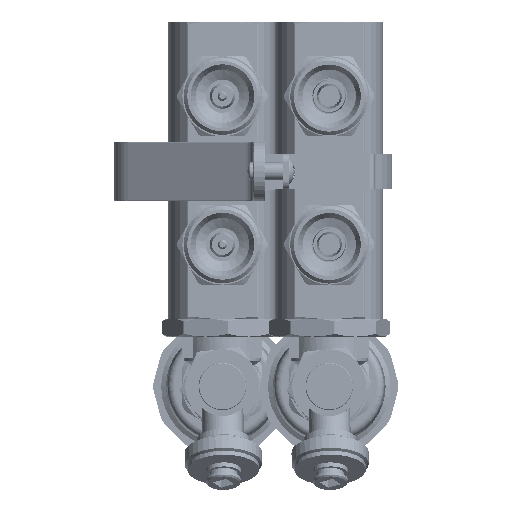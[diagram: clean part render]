
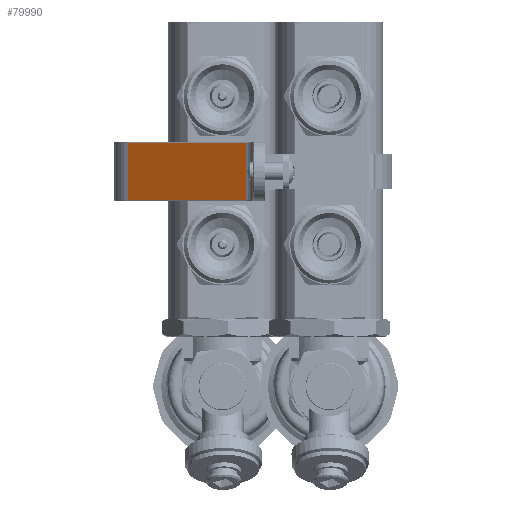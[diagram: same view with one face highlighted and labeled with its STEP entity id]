
A CAD part, front view. The second image highlights one B-rep face of the part: STEP entity #79990.
In plain terms, the highlighted face is planar.
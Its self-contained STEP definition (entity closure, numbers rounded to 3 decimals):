
#2972 = ORIENTED_EDGE ( 'NONE', *, *, #63825, .T. ) ;
#21766 = CARTESIAN_POINT ( 'NONE',  ( -245.819, 9.7, 44.559 ) ) ;
#23976 = DIRECTION ( 'NONE',  ( 0., 1., 0. ) ) ;
#24762 = CARTESIAN_POINT ( 'NONE',  ( -222.181, 0., 4.882 ) ) ;
#26125 = DIRECTION ( 'NONE',  ( -0.512, 0., 0.859 ) ) ;
#37168 = ORIENTED_EDGE ( 'NONE', *, *, #41752, .T. ) ;
#38151 = VERTEX_POINT ( 'NONE', #38224 ) ;
#38224 = CARTESIAN_POINT ( 'NONE',  ( -222.181, 9.7, 4.882 ) ) ;
#41470 = VECTOR ( 'NONE', #23976, 1000. ) ;
#41590 = ORIENTED_EDGE ( 'NONE', *, *, #57722, .T. ) ;
#41752 = EDGE_CURVE ( 'NONE', #48945, #88455, #55815, .T. ) ;
#43994 = LINE ( 'NONE', #68587, #57010 ) ;
#45106 = CARTESIAN_POINT ( 'NONE',  ( -219.273, -9.7, 0. ) ) ;
#48945 = VERTEX_POINT ( 'NONE', #61622 ) ;
#50008 = CARTESIAN_POINT ( 'NONE',  ( -219.273, 0., 0. ) ) ;
#51786 = DIRECTION ( 'NONE',  ( -0.512, 0., 0.859 ) ) ;
#55815 = LINE ( 'NONE', #77930, #41470 ) ;
#57010 = VECTOR ( 'NONE', #61568, 1000. ) ;
#57722 = EDGE_CURVE ( 'NONE', #86146, #48945, #96476, .T. ) ;
#59990 = CARTESIAN_POINT ( 'NONE',  ( -222.181, -9.7, 4.882 ) ) ;
#61568 = DIRECTION ( 'NONE',  ( 0.512, 0., -0.859 ) ) ;
#61622 = CARTESIAN_POINT ( 'NONE',  ( -245.819, -9.7, 44.559 ) ) ;
#62166 = ORIENTED_EDGE ( 'NONE', *, *, #90860, .T. ) ;
#63586 = VECTOR ( 'NONE', #78038, 1000. ) ;
#63825 = EDGE_CURVE ( 'NONE', #38151, #86146, #88642, .T. ) ;
#64740 = PLANE ( 'NONE',  #91371 ) ;
#68587 = CARTESIAN_POINT ( 'NONE',  ( -219.273, 9.7, 0. ) ) ;
#76828 = EDGE_LOOP ( 'NONE', ( #62166, #2972, #41590, #37168 ) ) ;
#77930 = CARTESIAN_POINT ( 'NONE',  ( -245.819, 0., 44.559 ) ) ;
#78038 = DIRECTION ( 'NONE',  ( 0., -1., 0. ) ) ;
#79990 = ADVANCED_FACE ( 'NONE', ( #97583 ), #64740, .T. ) ;
#80756 = DIRECTION ( 'NONE',  ( -0.859, 0., -0.512 ) ) ;
#86146 = VERTEX_POINT ( 'NONE', #59990 ) ;
#88455 = VERTEX_POINT ( 'NONE', #21766 ) ;
#88642 = LINE ( 'NONE', #24762, #63586 ) ;
#89281 = VECTOR ( 'NONE', #51786, 1000. ) ;
#90860 = EDGE_CURVE ( 'NONE', #88455, #38151, #43994, .T. ) ;
#91371 = AXIS2_PLACEMENT_3D ( 'NONE', #50008, #80756, #26125 ) ;
#96476 = LINE ( 'NONE', #45106, #89281 ) ;
#97583 = FACE_OUTER_BOUND ( 'NONE', #76828, .T. ) ;
